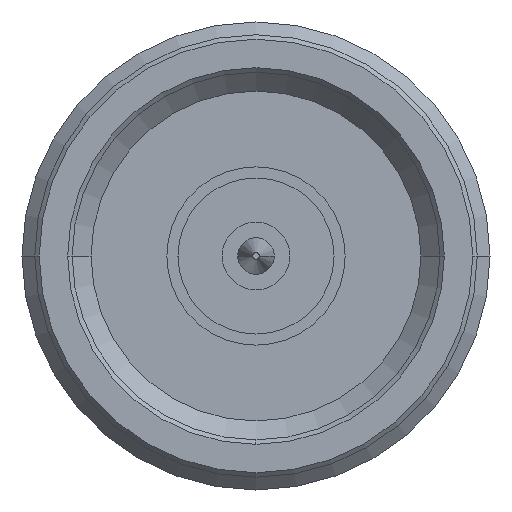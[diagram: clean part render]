
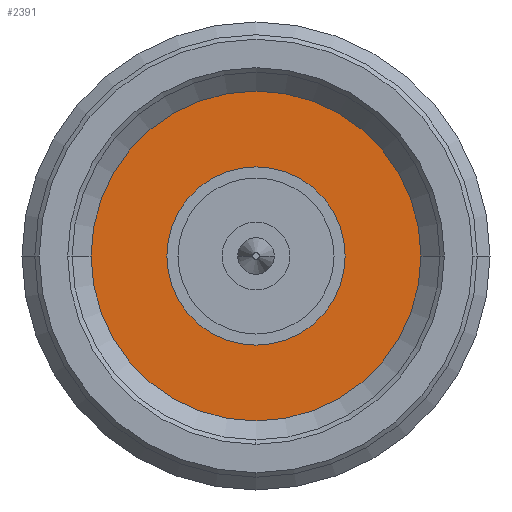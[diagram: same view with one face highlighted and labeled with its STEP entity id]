
A CAD part, left-side view. The second image highlights one B-rep face of the part: STEP entity #2391.
In plain terms, the highlighted planar face has unit normal (-1, 0, 0).
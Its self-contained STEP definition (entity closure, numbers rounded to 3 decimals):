
#1 = AXIS2_PLACEMENT_3D ( 'NONE', #1135, #1512, #599 ) ;
#53 = ORIENTED_EDGE ( 'NONE', *, *, #1481, .F. ) ;
#74 = EDGE_LOOP ( 'NONE', ( #2211, #2270 ) ) ;
#105 = CIRCLE ( 'NONE', #1150, 8.85 ) ;
#115 = DIRECTION ( 'NONE',  ( 0., 1., 0. ) ) ;
#120 = CARTESIAN_POINT ( 'NONE',  ( 11.2, 4., 0. ) ) ;
#244 = CARTESIAN_POINT ( 'NONE',  ( 11.2, -8.85, 0. ) ) ;
#295 = CARTESIAN_POINT ( 'NONE',  ( 11.2, 8.85, 0. ) ) ;
#314 = EDGE_CURVE ( 'NONE', #1654, #1411, #956, .T. ) ;
#404 = EDGE_CURVE ( 'NONE', #1654, #1411, #105, .T. ) ;
#410 = AXIS2_PLACEMENT_3D ( 'NONE', #1753, #1156, #997 ) ;
#599 = DIRECTION ( 'NONE',  ( 0., 1., 0. ) ) ;
#648 = EDGE_CURVE ( 'NONE', #2244, #1408, #2377, .T. ) ;
#696 = DIRECTION ( 'NONE',  ( 0., 1., 0. ) ) ;
#758 = AXIS2_PLACEMENT_3D ( 'NONE', #1676, #1864, #1837 ) ;
#956 = CIRCLE ( 'NONE', #1507, 8.85 ) ;
#997 = DIRECTION ( 'NONE',  ( 0., -1., 0. ) ) ;
#1091 = FACE_OUTER_BOUND ( 'NONE', #74, .T. ) ;
#1135 = CARTESIAN_POINT ( 'NONE',  ( 11.2, 0., 0. ) ) ;
#1150 = AXIS2_PLACEMENT_3D ( 'NONE', #1246, #1235, #696 ) ;
#1156 = DIRECTION ( 'NONE',  ( -1., 0., 0. ) ) ;
#1223 = CARTESIAN_POINT ( 'NONE',  ( 11.2, 0., 0. ) ) ;
#1235 = DIRECTION ( 'NONE',  ( -1., 0., 0. ) ) ;
#1246 = CARTESIAN_POINT ( 'NONE',  ( 11.2, 0., 0. ) ) ;
#1408 = VERTEX_POINT ( 'NONE', #1534 ) ;
#1411 = VERTEX_POINT ( 'NONE', #244 ) ;
#1442 = ORIENTED_EDGE ( 'NONE', *, *, #648, .F. ) ;
#1467 = EDGE_LOOP ( 'NONE', ( #53, #1442 ) ) ;
#1481 = EDGE_CURVE ( 'NONE', #1408, #2244, #2279, .T. ) ;
#1507 = AXIS2_PLACEMENT_3D ( 'NONE', #1223, #1794, #115 ) ;
#1512 = DIRECTION ( 'NONE',  ( -1., 0., 0. ) ) ;
#1534 = CARTESIAN_POINT ( 'NONE',  ( 11.2, -4., 0. ) ) ;
#1654 = VERTEX_POINT ( 'NONE', #295 ) ;
#1676 = CARTESIAN_POINT ( 'NONE',  ( 11.2, 0., 0. ) ) ;
#1753 = CARTESIAN_POINT ( 'NONE',  ( 11.2, 0., 0. ) ) ;
#1794 = DIRECTION ( 'NONE',  ( 1., 0., 0. ) ) ;
#1837 = DIRECTION ( 'NONE',  ( 0., 0., 1. ) ) ;
#1850 = PLANE ( 'NONE',  #758 ) ;
#1864 = DIRECTION ( 'NONE',  ( -1., 0., 0. ) ) ;
#2060 = FACE_BOUND ( 'NONE', #1467, .T. ) ;
#2211 = ORIENTED_EDGE ( 'NONE', *, *, #404, .T. ) ;
#2244 = VERTEX_POINT ( 'NONE', #120 ) ;
#2270 = ORIENTED_EDGE ( 'NONE', *, *, #314, .F. ) ;
#2279 = CIRCLE ( 'NONE', #410, 4. ) ;
#2377 = CIRCLE ( 'NONE', #1, 4. ) ;
#2391 = ADVANCED_FACE ( 'NONE', ( #2060, #1091 ), #1850, .T. ) ;
